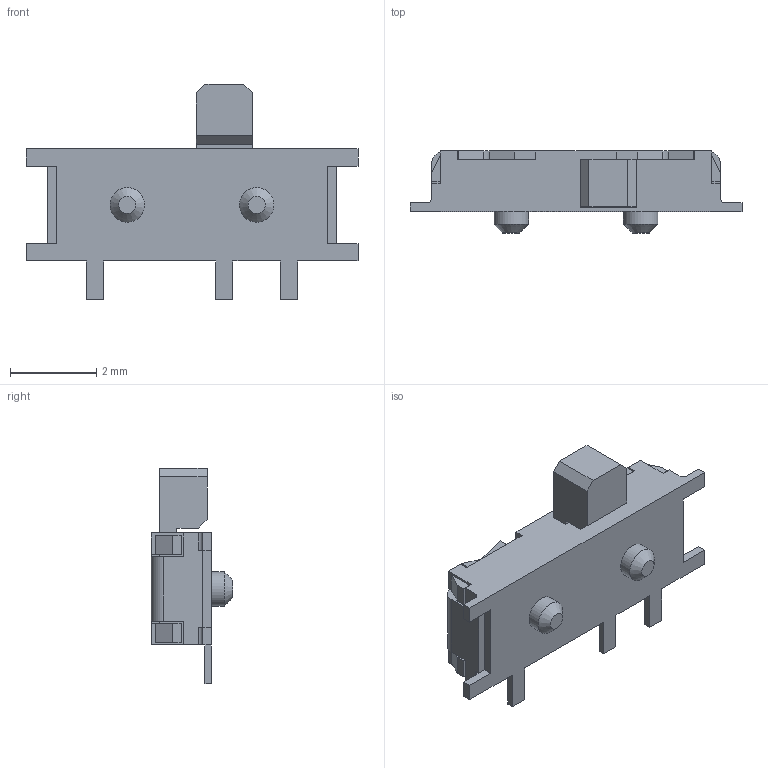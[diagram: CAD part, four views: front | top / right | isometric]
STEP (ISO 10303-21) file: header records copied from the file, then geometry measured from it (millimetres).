
FILE_DESCRIPTION (( 'STEP AP214' ), '1' );
FILE_NAME ('SSSS811101.STEP', '2011-03-29T10:14:00', ( '' ), ( '' ), 'SwSTEP 2.0', 'SolidWorks 2007', '' );
FILE_SCHEMA (( 'AUTOMOTIVE_DESIGN' ));
Length unit declared in the file: millimetre
Products named in the file (1): SSSS811101_step
Bounding box: 7.7 x 1.9 x 5 mm (x, y, z)
Volume: 26.5 mm3; surface area: 78.9 mm2
Topology: 1 solids, 1 shells, 139 faces, 387 edges, 252 vertices
Faces by surface type: plane 125, cylinder 12, cone 2
Full cylindrical faces by diameter (mm): 0.8 x2
Entity records: 5343 total; most frequent: CARTESIAN_POINT 775, ORIENTED_EDGE 766, DIRECTION 689, EDGE_CURVE 383, LINE 357, VECTOR 357, VERTEX_POINT 252, AXIS2_PLACEMENT_3D 166
